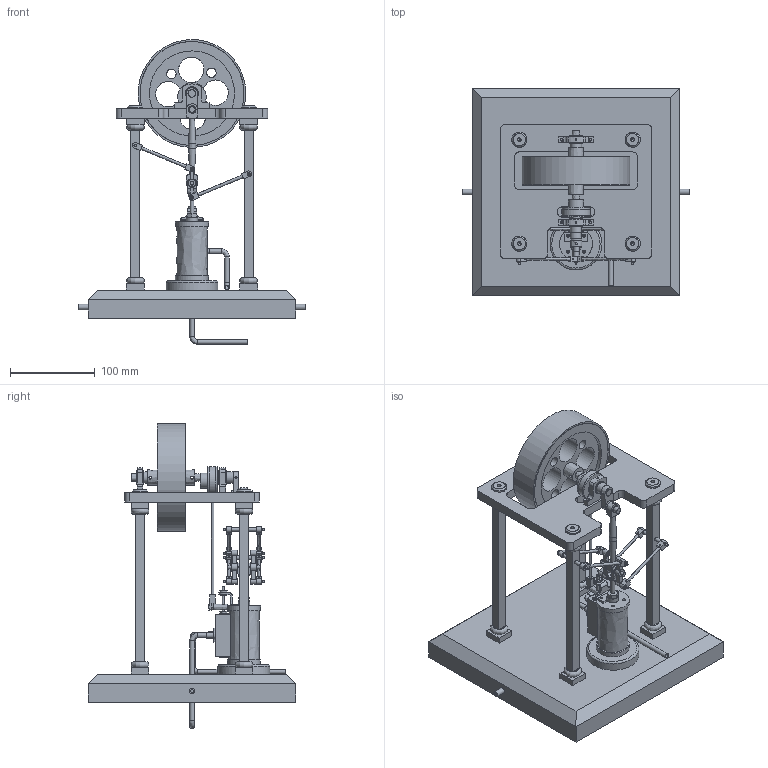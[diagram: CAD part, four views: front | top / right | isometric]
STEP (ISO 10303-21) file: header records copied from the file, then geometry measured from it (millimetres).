
FILE_DESCRIPTION(('FreeCAD Model'),'2;1');
FILE_NAME('Open CASCADE Shape Model','2025-05-09T11:18:37',('FreeCAD'),( 'FreeCAD'),'Open CASCADE STEP processor 7.6','FreeCAD','Unknown');
FILE_SCHEMA(('AUTOMOTIVE_DESIGN { 1 0 10303 214 1 1 1 1 }'));
Products named in the file (1): Open CASCADE STEP translator 7.6 1
Bounding box: 267.96 x 245.63 x 360.02 mm (x, y, z)
Volume: 1694412.3 mm3; surface area: 511673 mm2
Topology: 125 solids, 125 shells, 1249 faces, 2822 edges, 1869 vertices
Faces by surface type: bspline 1249
Entity records: 52006 total; most frequent: CARTESIAN_POINT 34434, ORIENTED_EDGE 5598, EDGE_CURVE 2799, VERTEX_POINT 1869, FACE_BOUND 1790, EDGE_LOOP 1790, B_SPLINE_CURVE_WITH_KNOTS 1599, ADVANCED_FACE 1249
